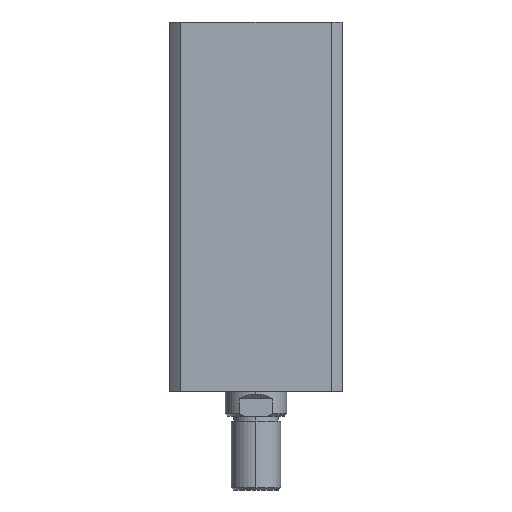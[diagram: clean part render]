
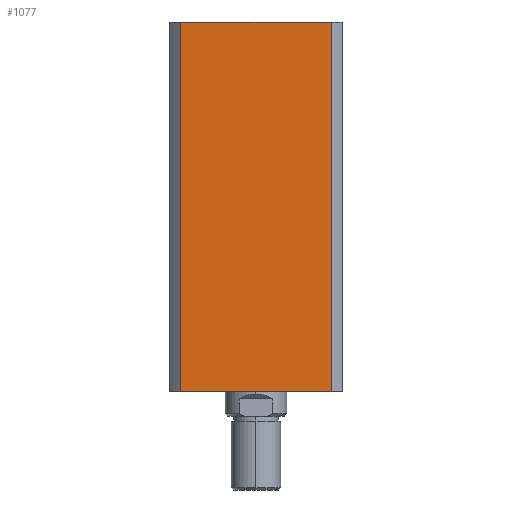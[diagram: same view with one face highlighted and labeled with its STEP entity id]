
A CAD part, left-side view. The second image highlights one B-rep face of the part: STEP entity #1077.
In plain terms, the highlighted planar face has unit normal (-1, 0, 0).
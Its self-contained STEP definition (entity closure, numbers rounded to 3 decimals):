
#821 = EDGE_LOOP ( 'NONE', ( #1213, #1214, #1215, #1216 ) ) ;
#1077 = ADVANCED_FACE ( 'NONE', ( #3370 ), #1163, .F. ) ;
#1163 = PLANE ( 'NONE',  #2437 ) ;
#1164 = DIRECTION ( 'NONE',  ( 1., 0., 0. ) ) ;
#1171 = DIRECTION ( 'NONE',  ( 0., 0., -1. ) ) ;
#1192 = CARTESIAN_POINT ( 'NONE',  ( -35., 0., 150. ) ) ;
#1213 = ORIENTED_EDGE ( 'NONE', *, *, #2159, .T. ) ;
#1214 = ORIENTED_EDGE ( 'NONE', *, *, #2160, .F. ) ;
#1215 = ORIENTED_EDGE ( 'NONE', *, *, #2161, .F. ) ;
#1216 = ORIENTED_EDGE ( 'NONE', *, *, #2157, .T. ) ;
#1513 = DIRECTION ( 'NONE',  ( 0., 0., -1. ) ) ;
#1519 = CARTESIAN_POINT ( 'NONE',  ( -35., 30.615, 150. ) ) ;
#1522 = DIRECTION ( 'NONE',  ( 0., -1., 0. ) ) ;
#1526 = CARTESIAN_POINT ( 'NONE',  ( -35., 0., 0. ) ) ;
#1528 = CARTESIAN_POINT ( 'NONE',  ( -35., 0., 150. ) ) ;
#1532 = CARTESIAN_POINT ( 'NONE',  ( -35., -30.615, 150. ) ) ;
#1534 = DIRECTION ( 'NONE',  ( 0., 0., -1. ) ) ;
#1535 = DIRECTION ( 'NONE',  ( 0., -1., 0. ) ) ;
#1905 = CARTESIAN_POINT ( 'NONE',  ( -35., 30.615, 150. ) ) ;
#1907 = CARTESIAN_POINT ( 'NONE',  ( -35., -30.615, 150. ) ) ;
#1923 = CARTESIAN_POINT ( 'NONE',  ( -35., -30.615, 0. ) ) ;
#1925 = CARTESIAN_POINT ( 'NONE',  ( -35., 30.615, 0. ) ) ;
#2157 = EDGE_CURVE ( 'NONE', #3251, #3271, #2740, .T. ) ;
#2159 = EDGE_CURVE ( 'NONE', #3271, #3269, #2743, .T. ) ;
#2160 = EDGE_CURVE ( 'NONE', #3253, #3269, #2744, .T. ) ;
#2161 = EDGE_CURVE ( 'NONE', #3251, #3253, #2741, .T. ) ;
#2437 = AXIS2_PLACEMENT_3D ( 'NONE', #1192, #1164, #1171 ) ;
#2740 = LINE ( 'NONE', #1519, #2742 ) ;
#2741 = LINE ( 'NONE', #1528, #2749 ) ;
#2742 = VECTOR ( 'NONE', #1513, 1000. ) ;
#2743 = LINE ( 'NONE', #1526, #2745 ) ;
#2744 = LINE ( 'NONE', #1532, #2747 ) ;
#2745 = VECTOR ( 'NONE', #1522, 1000. ) ;
#2747 = VECTOR ( 'NONE', #1534, 1000. ) ;
#2749 = VECTOR ( 'NONE', #1535, 1000. ) ;
#3251 = VERTEX_POINT ( 'NONE', #1905 ) ;
#3253 = VERTEX_POINT ( 'NONE', #1907 ) ;
#3269 = VERTEX_POINT ( 'NONE', #1923 ) ;
#3271 = VERTEX_POINT ( 'NONE', #1925 ) ;
#3370 = FACE_OUTER_BOUND ( 'NONE', #821, .T. ) ;
